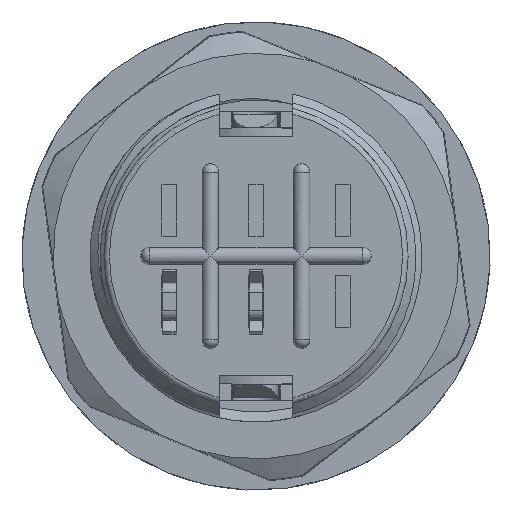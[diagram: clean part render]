
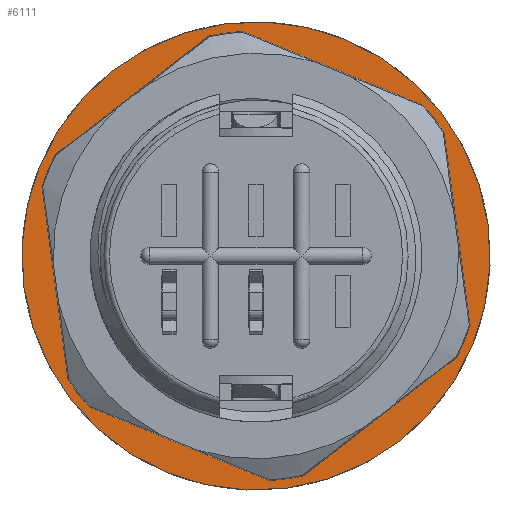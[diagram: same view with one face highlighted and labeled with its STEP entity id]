
A CAD part, front view. The second image highlights one B-rep face of the part: STEP entity #6111.
In plain terms, the highlighted planar face has unit normal (0, -1, 0).
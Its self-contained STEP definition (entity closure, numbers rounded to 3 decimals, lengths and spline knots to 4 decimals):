
#441=FACE_BOUND('',#1079,.T.);
#729=FACE_OUTER_BOUND('',#1078,.T.);
#1078=EDGE_LOOP('',(#5392));
#1079=EDGE_LOOP('',(#5393,#5394,#5395,#5396,#5397,#5398,#5399,#5400,#5401,
#5402,#5403,#5404));
#1247=CIRCLE('',#6556,0.5);
#1248=CIRCLE('',#6568,0.4803);
#1249=CIRCLE('',#6569,0.4803);
#1250=CIRCLE('',#6570,0.4803);
#1251=CIRCLE('',#6571,0.4803);
#1252=CIRCLE('',#6572,0.4803);
#1253=CIRCLE('',#6573,0.4803);
#1726=LINE('',#31022,#2246);
#1740=LINE('',#31069,#2260);
#1741=LINE('',#31073,#2261);
#1742=LINE('',#31077,#2262);
#1743=LINE('',#31081,#2263);
#1744=LINE('',#31084,#2264);
#2246=VECTOR('',#7831,0.4155);
#2260=VECTOR('',#7879,0.4155);
#2261=VECTOR('',#7882,0.4155);
#2262=VECTOR('',#7885,0.4155);
#2263=VECTOR('',#7888,0.4155);
#2264=VECTOR('',#7891,0.4155);
#2849=VERTEX_POINT('',#31011);
#2851=VERTEX_POINT('',#31020);
#2854=VERTEX_POINT('',#31030);
#2865=VERTEX_POINT('',#31064);
#2866=VERTEX_POINT('',#31066);
#2867=VERTEX_POINT('',#31068);
#2868=VERTEX_POINT('',#31070);
#2869=VERTEX_POINT('',#31072);
#2870=VERTEX_POINT('',#31074);
#2871=VERTEX_POINT('',#31076);
#2872=VERTEX_POINT('',#31078);
#2873=VERTEX_POINT('',#31080);
#2874=VERTEX_POINT('',#31082);
#3707=EDGE_CURVE('',#2849,#2851,#1726,.T.);
#3713=EDGE_CURVE('',#2854,#2854,#1247,.T.);
#3734=EDGE_CURVE('',#2849,#2865,#1248,.T.);
#3735=EDGE_CURVE('',#2866,#2851,#1249,.T.);
#3736=EDGE_CURVE('',#2866,#2867,#1740,.T.);
#3737=EDGE_CURVE('',#2868,#2867,#1250,.T.);
#3738=EDGE_CURVE('',#2868,#2869,#1741,.T.);
#3739=EDGE_CURVE('',#2870,#2869,#1251,.T.);
#3740=EDGE_CURVE('',#2870,#2871,#1742,.T.);
#3741=EDGE_CURVE('',#2872,#2871,#1252,.T.);
#3742=EDGE_CURVE('',#2872,#2873,#1743,.T.);
#3743=EDGE_CURVE('',#2874,#2873,#1253,.T.);
#3744=EDGE_CURVE('',#2874,#2865,#1744,.T.);
#5392=ORIENTED_EDGE('',*,*,#3713,.T.);
#5393=ORIENTED_EDGE('',*,*,#3734,.F.);
#5394=ORIENTED_EDGE('',*,*,#3707,.T.);
#5395=ORIENTED_EDGE('',*,*,#3735,.F.);
#5396=ORIENTED_EDGE('',*,*,#3736,.T.);
#5397=ORIENTED_EDGE('',*,*,#3737,.F.);
#5398=ORIENTED_EDGE('',*,*,#3738,.T.);
#5399=ORIENTED_EDGE('',*,*,#3739,.F.);
#5400=ORIENTED_EDGE('',*,*,#3740,.T.);
#5401=ORIENTED_EDGE('',*,*,#3741,.F.);
#5402=ORIENTED_EDGE('',*,*,#3742,.T.);
#5403=ORIENTED_EDGE('',*,*,#3743,.F.);
#5404=ORIENTED_EDGE('',*,*,#3744,.T.);
#5794=PLANE('',#6567);
#6111=ADVANCED_FACE('',(#729,#441),#5794,.T.);
#6556=AXIS2_PLACEMENT_3D('',#31032,#7841,#7842);
#6567=AXIS2_PLACEMENT_3D('',#31063,#7873,#7874);
#6568=AXIS2_PLACEMENT_3D('',#31065,#7875,#7876);
#6569=AXIS2_PLACEMENT_3D('',#31067,#7877,#7878);
#6570=AXIS2_PLACEMENT_3D('',#31071,#7880,#7881);
#6571=AXIS2_PLACEMENT_3D('',#31075,#7883,#7884);
#6572=AXIS2_PLACEMENT_3D('',#31079,#7886,#7887);
#6573=AXIS2_PLACEMENT_3D('',#31083,#7889,#7890);
#7831=DIRECTION('',(0.791,0.,0.612));
#7841=DIRECTION('center_axis',(0.,-1.,0.));
#7842=DIRECTION('ref_axis',(-0.612,0.,0.791));
#7873=DIRECTION('center_axis',(0.,-1.,0.));
#7874=DIRECTION('ref_axis',(-0.612,0.,0.791));
#7875=DIRECTION('center_axis',(0.,-1.,0.));
#7876=DIRECTION('ref_axis',(-0.612,0.,0.791));
#7877=DIRECTION('center_axis',(0.,-1.,0.));
#7878=DIRECTION('ref_axis',(-0.612,0.,0.791));
#7879=DIRECTION('',(0.925,0.,-0.379));
#7880=DIRECTION('center_axis',(0.,-1.,0.));
#7881=DIRECTION('ref_axis',(-0.612,0.,0.791));
#7882=DIRECTION('',(0.134,0.,-0.991));
#7883=DIRECTION('center_axis',(0.,-1.,0.));
#7884=DIRECTION('ref_axis',(-0.612,0.,0.791));
#7885=DIRECTION('',(-0.791,0.,-0.612));
#7886=DIRECTION('center_axis',(0.,-1.,0.));
#7887=DIRECTION('ref_axis',(-0.612,0.,0.791));
#7888=DIRECTION('',(-0.925,0.,0.379));
#7889=DIRECTION('center_axis',(0.,-1.,0.));
#7890=DIRECTION('ref_axis',(-0.612,0.,0.791));
#7891=DIRECTION('',(-0.134,0.,0.991));
#31011=CARTESIAN_POINT('',(-0.7427,-0.0082,0.2155));
#31020=CARTESIAN_POINT('',(-0.4141,-0.0082,0.4696));
#31022=CARTESIAN_POINT('',(-0.7427,-0.0082,0.2155));
#31030=CARTESIAN_POINT('',(-0.0075,-0.0082,-0.3955));
#31032=CARTESIAN_POINT('Origin',(-0.3134,-0.0082,
0.));
#31063=CARTESIAN_POINT('Origin',(-0.4183,-0.0082,
0.705));
#31064=CARTESIAN_POINT('',(-0.7705,-0.0082,0.1477));
#31065=CARTESIAN_POINT('Origin',(-0.3134,-0.0082,
0.));
#31066=CARTESIAN_POINT('',(-0.3415,-0.0082,0.4795));
#31067=CARTESIAN_POINT('Origin',(-0.3134,-0.0082,
0.));
#31068=CARTESIAN_POINT('',(0.043,-0.0082,0.322));
#31069=CARTESIAN_POINT('',(-0.3415,-0.0082,0.4795));
#31070=CARTESIAN_POINT('',(0.0878,-0.0082,0.264));
#31071=CARTESIAN_POINT('Origin',(-0.3134,-0.0082,
0.));
#31072=CARTESIAN_POINT('',(0.1437,-0.0082,-0.1477));
#31073=CARTESIAN_POINT('',(0.0878,-0.0082,0.264));
#31074=CARTESIAN_POINT('',(0.1159,-0.0082,-0.2155));
#31075=CARTESIAN_POINT('Origin',(-0.3134,-0.0082,
0.));
#31076=CARTESIAN_POINT('',(-0.2127,-0.0082,-0.4696));
#31077=CARTESIAN_POINT('',(0.1159,-0.0082,-0.2155));
#31078=CARTESIAN_POINT('',(-0.2854,-0.0082,-0.4795));
#31079=CARTESIAN_POINT('Origin',(-0.3134,-0.0082,
0.));
#31080=CARTESIAN_POINT('',(-0.6698,-0.0082,-0.322));
#31081=CARTESIAN_POINT('',(-0.2854,-0.0082,-0.4795));
#31082=CARTESIAN_POINT('',(-0.7146,-0.0082,-0.264));
#31083=CARTESIAN_POINT('Origin',(-0.3134,-0.0082,
0.));
#31084=CARTESIAN_POINT('',(-0.7146,-0.0082,-0.264));
